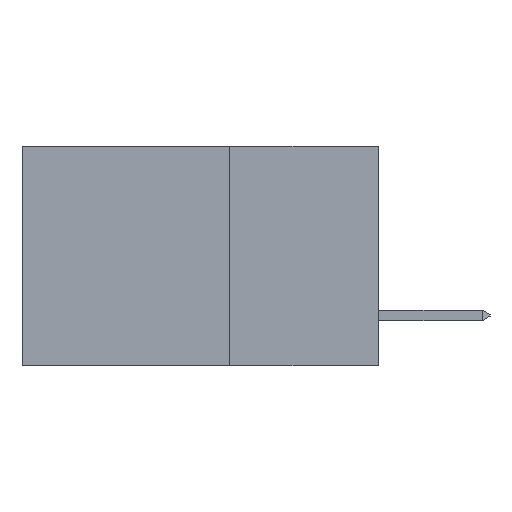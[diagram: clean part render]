
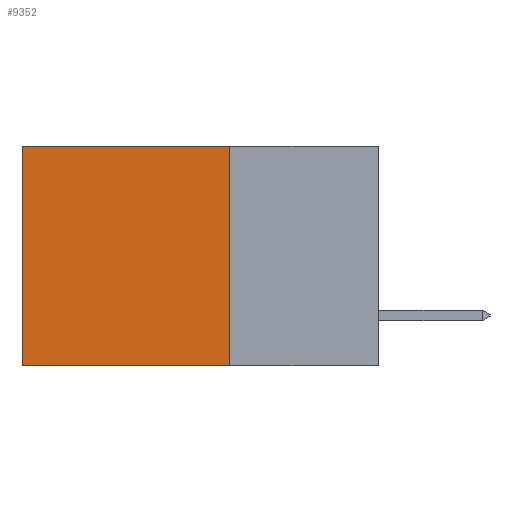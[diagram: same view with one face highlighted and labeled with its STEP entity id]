
A CAD part, left-side view. The second image highlights one B-rep face of the part: STEP entity #9352.
In plain terms, the highlighted planar face has unit normal (-1, 0, 0).
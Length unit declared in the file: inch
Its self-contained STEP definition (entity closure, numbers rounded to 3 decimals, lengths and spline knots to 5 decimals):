
#184 = CARTESIAN_POINT ( 'NONE',  ( 0.2615, 0.25, -0.37 ) ) ;
#306 = DIRECTION ( 'NONE',  ( 0., 1., 0. ) ) ;
#505 = VECTOR ( 'NONE', #2142, 39.37008 ) ;
#2142 = DIRECTION ( 'NONE',  ( 0., 0., -1. ) ) ;
#2526 = ORIENTED_EDGE ( 'NONE', *, *, #16411, .T. ) ;
#3571 = AXIS2_PLACEMENT_3D ( 'NONE', #5598, #7031, #16413 ) ;
#3692 = CARTESIAN_POINT ( 'NONE',  ( 0.2615, 0.6, -0.37 ) ) ;
#3989 = ORIENTED_EDGE ( 'NONE', *, *, #6762, .F. ) ;
#4506 = DIRECTION ( 'NONE',  ( 0., 0., -1. ) ) ;
#4568 = VERTEX_POINT ( 'NONE', #12010 ) ;
#4589 = CARTESIAN_POINT ( 'NONE',  ( 0.2615, 0.25, -0.37 ) ) ;
#5085 = EDGE_CURVE ( 'NONE', #13244, #16027, #13069, .T. ) ;
#5598 = CARTESIAN_POINT ( 'NONE',  ( 0.2615, 0.25, -0.37 ) ) ;
#5743 = LINE ( 'NONE', #6435, #505 ) ;
#5780 = CARTESIAN_POINT ( 'NONE',  ( 0.2615, 0.25, -0.37 ) ) ;
#6184 = DIRECTION ( 'NONE',  ( 0., 1., 0. ) ) ;
#6435 = CARTESIAN_POINT ( 'NONE',  ( 0.2615, 0.6, -0.37 ) ) ;
#6762 = EDGE_CURVE ( 'NONE', #4568, #13244, #15393, .T. ) ;
#7031 = DIRECTION ( 'NONE',  ( 1., 0., 0. ) ) ;
#7828 = VECTOR ( 'NONE', #4506, 39.37008 ) ;
#7870 = VERTEX_POINT ( 'NONE', #12031 ) ;
#9352 = ADVANCED_FACE ( 'NONE', ( #11714 ), #13728, .F. ) ;
#9849 = LINE ( 'NONE', #14340, #12965 ) ;
#11006 = EDGE_LOOP ( 'NONE', ( #2526, #17072, #3989, #17772 ) ) ;
#11714 = FACE_OUTER_BOUND ( 'NONE', #11006, .T. ) ;
#12010 = CARTESIAN_POINT ( 'NONE',  ( 0.2615, 0.25, 0. ) ) ;
#12031 = CARTESIAN_POINT ( 'NONE',  ( 0.2615, 0.6, 0. ) ) ;
#12965 = VECTOR ( 'NONE', #6184, 39.37008 ) ;
#13069 = LINE ( 'NONE', #184, #16218 ) ;
#13244 = VERTEX_POINT ( 'NONE', #5780 ) ;
#13728 = PLANE ( 'NONE',  #3571 ) ;
#14340 = CARTESIAN_POINT ( 'NONE',  ( 0.2615, 0.25, 0. ) ) ;
#15393 = LINE ( 'NONE', #4589, #7828 ) ;
#16027 = VERTEX_POINT ( 'NONE', #3692 ) ;
#16218 = VECTOR ( 'NONE', #306, 39.37008 ) ;
#16335 = EDGE_CURVE ( 'NONE', #4568, #7870, #9849, .T. ) ;
#16411 = EDGE_CURVE ( 'NONE', #7870, #16027, #5743, .T. ) ;
#16413 = DIRECTION ( 'NONE',  ( 0., 0., -1. ) ) ;
#17072 = ORIENTED_EDGE ( 'NONE', *, *, #5085, .F. ) ;
#17772 = ORIENTED_EDGE ( 'NONE', *, *, #16335, .T. ) ;
